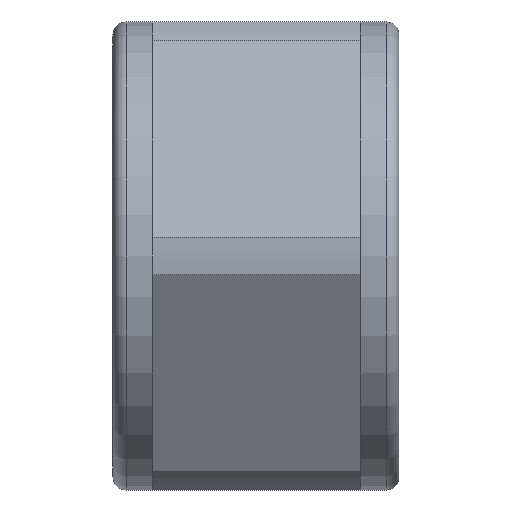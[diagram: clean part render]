
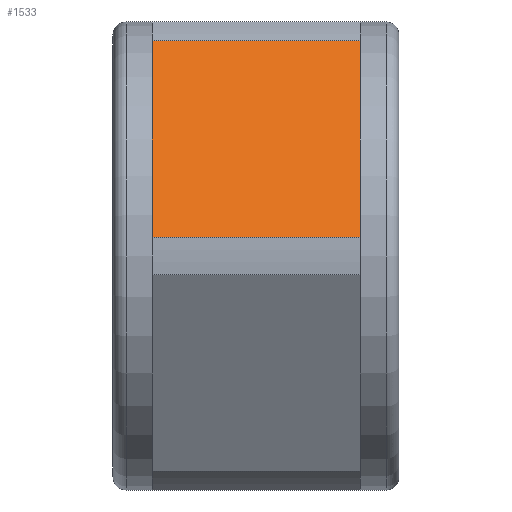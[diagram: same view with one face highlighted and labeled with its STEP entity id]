
A CAD part, front view. The second image highlights one B-rep face of the part: STEP entity #1533.
In plain terms, the highlighted planar face has unit normal (0, -0.866, 0.5).
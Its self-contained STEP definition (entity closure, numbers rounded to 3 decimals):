
#375 = VERTEX_POINT('',#376);
#376 = CARTESIAN_POINT('',(-4.,-7.794,4.5));
#391 = PLANE('',#392);
#392 = AXIS2_PLACEMENT_3D('',#393,#394,#395);
#393 = CARTESIAN_POINT('',(-4.,0.,0.));
#394 = DIRECTION('',(1.,0.,0.));
#395 = DIRECTION('',(0.,1.,0.));
#420 = PLANE('',#421);
#421 = AXIS2_PLACEMENT_3D('',#422,#423,#424);
#422 = CARTESIAN_POINT('',(-4.,0.,0.));
#423 = DIRECTION('',(1.,0.,0.));
#424 = DIRECTION('',(0.,1.,0.));
#762 = EDGE_CURVE('',#375,#763,#765,.T.);
#763 = VERTEX_POINT('',#764);
#764 = CARTESIAN_POINT('',(-4.,-5.615,8.275));
#765 = SURFACE_CURVE('',#766,(#770,#777),.PCURVE_S1.);
#766 = LINE('',#767,#768);
#767 = CARTESIAN_POINT('',(-4.,-10.392,0.));
#768 = VECTOR('',#769,1.);
#769 = DIRECTION('',(0.,0.5,0.866));
#770 = PCURVE('',#420,#771);
#771 = DEFINITIONAL_REPRESENTATION('',(#772),#776);
#772 = LINE('',#773,#774);
#773 = CARTESIAN_POINT('',(-10.392,0.));
#774 = VECTOR('',#775,1.);
#775 = DIRECTION('',(0.5,0.866));
#776 = ( GEOMETRIC_REPRESENTATION_CONTEXT(2) 
PARAMETRIC_REPRESENTATION_CONTEXT() REPRESENTATION_CONTEXT('2D SPACE',''
  ) );
#777 = PCURVE('',#778,#783);
#778 = PLANE('',#779);
#779 = AXIS2_PLACEMENT_3D('',#780,#781,#782);
#780 = CARTESIAN_POINT('',(-4.,-10.392,0.));
#781 = DIRECTION('',(0.,-0.866,0.5));
#782 = DIRECTION('',(0.,0.5,0.866));
#783 = DEFINITIONAL_REPRESENTATION('',(#784),#788);
#784 = LINE('',#785,#786);
#785 = CARTESIAN_POINT('',(0.,0.));
#786 = VECTOR('',#787,1.);
#787 = DIRECTION('',(1.,0.));
#788 = ( GEOMETRIC_REPRESENTATION_CONTEXT(2) 
PARAMETRIC_REPRESENTATION_CONTEXT() REPRESENTATION_CONTEXT('2D SPACE',''
  ) );
#805 = CYLINDRICAL_SURFACE('',#806,10.);
#806 = AXIS2_PLACEMENT_3D('',#807,#808,#809);
#807 = CARTESIAN_POINT('',(-4.,0.,0.));
#808 = DIRECTION('',(1.,0.,0.));
#809 = DIRECTION('',(0.,1.,0.));
#902 = EDGE_CURVE('',#903,#375,#905,.T.);
#903 = VERTEX_POINT('',#904);
#904 = CARTESIAN_POINT('',(-4.,-9.974,0.725));
#905 = SURFACE_CURVE('',#906,(#910,#917),.PCURVE_S1.);
#906 = LINE('',#907,#908);
#907 = CARTESIAN_POINT('',(-4.,-10.392,0.));
#908 = VECTOR('',#909,1.);
#909 = DIRECTION('',(0.,0.5,0.866));
#910 = PCURVE('',#391,#911);
#911 = DEFINITIONAL_REPRESENTATION('',(#912),#916);
#912 = LINE('',#913,#914);
#913 = CARTESIAN_POINT('',(-10.392,0.));
#914 = VECTOR('',#915,1.);
#915 = DIRECTION('',(0.5,0.866));
#916 = ( GEOMETRIC_REPRESENTATION_CONTEXT(2) 
PARAMETRIC_REPRESENTATION_CONTEXT() REPRESENTATION_CONTEXT('2D SPACE',''
  ) );
#917 = PCURVE('',#778,#918);
#918 = DEFINITIONAL_REPRESENTATION('',(#919),#923);
#919 = LINE('',#920,#921);
#920 = CARTESIAN_POINT('',(0.,0.));
#921 = VECTOR('',#922,1.);
#922 = DIRECTION('',(1.,0.));
#923 = ( GEOMETRIC_REPRESENTATION_CONTEXT(2) 
PARAMETRIC_REPRESENTATION_CONTEXT() REPRESENTATION_CONTEXT('2D SPACE',''
  ) );
#969 = CYLINDRICAL_SURFACE('',#970,10.);
#970 = AXIS2_PLACEMENT_3D('',#971,#972,#973);
#971 = CARTESIAN_POINT('',(-4.,0.,0.));
#972 = DIRECTION('',(1.,0.,0.));
#973 = DIRECTION('',(0.,1.,0.));
#1452 = PLANE('',#1453);
#1453 = AXIS2_PLACEMENT_3D('',#1454,#1455,#1456);
#1454 = CARTESIAN_POINT('',(4.,0.,0.));
#1455 = DIRECTION('',(1.,0.,0.));
#1456 = DIRECTION('',(0.,1.,0.));
#1491 = EDGE_CURVE('',#763,#1492,#1494,.T.);
#1492 = VERTEX_POINT('',#1493);
#1493 = CARTESIAN_POINT('',(4.,-5.615,8.275));
#1494 = SURFACE_CURVE('',#1495,(#1499,#1505),.PCURVE_S1.);
#1495 = LINE('',#1496,#1497);
#1496 = CARTESIAN_POINT('',(-4.,-5.615,8.275));
#1497 = VECTOR('',#1498,1.);
#1498 = DIRECTION('',(1.,0.,0.));
#1499 = PCURVE('',#805,#1500);
#1500 = DEFINITIONAL_REPRESENTATION('',(#1501),#1504);
#1501 = B_SPLINE_CURVE_WITH_KNOTS('',1,(#1502,#1503),.UNSPECIFIED.,.F.,
  .F.,(2,2),(0.,8.),.PIECEWISE_BEZIER_KNOTS.);
#1502 = CARTESIAN_POINT('',(2.167,0.));
#1503 = CARTESIAN_POINT('',(2.167,8.));
#1504 = ( GEOMETRIC_REPRESENTATION_CONTEXT(2) 
PARAMETRIC_REPRESENTATION_CONTEXT() REPRESENTATION_CONTEXT('2D SPACE',''
  ) );
#1505 = PCURVE('',#778,#1506);
#1506 = DEFINITIONAL_REPRESENTATION('',(#1507),#1510);
#1507 = B_SPLINE_CURVE_WITH_KNOTS('',1,(#1508,#1509),.UNSPECIFIED.,.F.,
  .F.,(2,2),(0.,8.),.PIECEWISE_BEZIER_KNOTS.);
#1508 = CARTESIAN_POINT('',(9.555,0.));
#1509 = CARTESIAN_POINT('',(9.555,-8.));
#1510 = ( GEOMETRIC_REPRESENTATION_CONTEXT(2) 
PARAMETRIC_REPRESENTATION_CONTEXT() REPRESENTATION_CONTEXT('2D SPACE',''
  ) );
#1533 = ADVANCED_FACE('',(#1534),#778,.T.);
#1534 = FACE_BOUND('',#1535,.T.);
#1535 = EDGE_LOOP('',(#1536,#1537,#1558,#1585,#1605,#1606));
#1536 = ORIENTED_EDGE('',*,*,#902,.F.);
#1537 = ORIENTED_EDGE('',*,*,#1538,.T.);
#1538 = EDGE_CURVE('',#903,#1539,#1541,.T.);
#1539 = VERTEX_POINT('',#1540);
#1540 = CARTESIAN_POINT('',(4.,-9.974,0.725));
#1541 = SURFACE_CURVE('',#1542,(#1546,#1552),.PCURVE_S1.);
#1542 = LINE('',#1543,#1544);
#1543 = CARTESIAN_POINT('',(-4.,-9.974,0.725));
#1544 = VECTOR('',#1545,1.);
#1545 = DIRECTION('',(1.,0.,0.));
#1546 = PCURVE('',#778,#1547);
#1547 = DEFINITIONAL_REPRESENTATION('',(#1548),#1551);
#1548 = B_SPLINE_CURVE_WITH_KNOTS('',1,(#1549,#1550),.UNSPECIFIED.,.F.,
  .F.,(2,2),(0.,8.),.PIECEWISE_BEZIER_KNOTS.);
#1549 = CARTESIAN_POINT('',(0.837,0.));
#1550 = CARTESIAN_POINT('',(0.837,-8.));
#1551 = ( GEOMETRIC_REPRESENTATION_CONTEXT(2) 
PARAMETRIC_REPRESENTATION_CONTEXT() REPRESENTATION_CONTEXT('2D SPACE',''
  ) );
#1552 = PCURVE('',#969,#1553);
#1553 = DEFINITIONAL_REPRESENTATION('',(#1554),#1557);
#1554 = B_SPLINE_CURVE_WITH_KNOTS('',1,(#1555,#1556),.UNSPECIFIED.,.F.,
  .F.,(2,2),(0.,8.),.PIECEWISE_BEZIER_KNOTS.);
#1555 = CARTESIAN_POINT('',(3.069,0.));
#1556 = CARTESIAN_POINT('',(3.069,8.));
#1557 = ( GEOMETRIC_REPRESENTATION_CONTEXT(2) 
PARAMETRIC_REPRESENTATION_CONTEXT() REPRESENTATION_CONTEXT('2D SPACE',''
  ) );
#1558 = ORIENTED_EDGE('',*,*,#1559,.T.);
#1559 = EDGE_CURVE('',#1539,#1560,#1562,.T.);
#1560 = VERTEX_POINT('',#1561);
#1561 = CARTESIAN_POINT('',(4.,-7.794,4.5));
#1562 = SURFACE_CURVE('',#1563,(#1567,#1573),.PCURVE_S1.);
#1563 = LINE('',#1564,#1565);
#1564 = CARTESIAN_POINT('',(4.,-9.093,2.25));
#1565 = VECTOR('',#1566,1.);
#1566 = DIRECTION('',(0.,0.5,0.866));
#1567 = PCURVE('',#778,#1568);
#1568 = DEFINITIONAL_REPRESENTATION('',(#1569),#1572);
#1569 = B_SPLINE_CURVE_WITH_KNOTS('',1,(#1570,#1571),.UNSPECIFIED.,.F.,
  .F.,(2,2),(-3.637,8.833),.PIECEWISE_BEZIER_KNOTS.);
#1570 = CARTESIAN_POINT('',(-1.039,-8.));
#1571 = CARTESIAN_POINT('',(11.432,-8.));
#1572 = ( GEOMETRIC_REPRESENTATION_CONTEXT(2) 
PARAMETRIC_REPRESENTATION_CONTEXT() REPRESENTATION_CONTEXT('2D SPACE',''
  ) );
#1573 = PCURVE('',#1574,#1579);
#1574 = PLANE('',#1575);
#1575 = AXIS2_PLACEMENT_3D('',#1576,#1577,#1578);
#1576 = CARTESIAN_POINT('',(4.,0.,0.));
#1577 = DIRECTION('',(1.,0.,0.));
#1578 = DIRECTION('',(0.,1.,0.));
#1579 = DEFINITIONAL_REPRESENTATION('',(#1580),#1584);
#1580 = LINE('',#1581,#1582);
#1581 = CARTESIAN_POINT('',(-9.093,2.25));
#1582 = VECTOR('',#1583,1.);
#1583 = DIRECTION('',(0.5,0.866));
#1584 = ( GEOMETRIC_REPRESENTATION_CONTEXT(2) 
PARAMETRIC_REPRESENTATION_CONTEXT() REPRESENTATION_CONTEXT('2D SPACE',''
  ) );
#1585 = ORIENTED_EDGE('',*,*,#1586,.T.);
#1586 = EDGE_CURVE('',#1560,#1492,#1587,.T.);
#1587 = SURFACE_CURVE('',#1588,(#1592,#1598),.PCURVE_S1.);
#1588 = LINE('',#1589,#1590);
#1589 = CARTESIAN_POINT('',(4.,-9.093,2.25));
#1590 = VECTOR('',#1591,1.);
#1591 = DIRECTION('',(0.,0.5,0.866));
#1592 = PCURVE('',#778,#1593);
#1593 = DEFINITIONAL_REPRESENTATION('',(#1594),#1597);
#1594 = B_SPLINE_CURVE_WITH_KNOTS('',1,(#1595,#1596),.UNSPECIFIED.,.F.,
  .F.,(2,2),(-3.637,8.833),.PIECEWISE_BEZIER_KNOTS.);
#1595 = CARTESIAN_POINT('',(-1.039,-8.));
#1596 = CARTESIAN_POINT('',(11.432,-8.));
#1597 = ( GEOMETRIC_REPRESENTATION_CONTEXT(2) 
PARAMETRIC_REPRESENTATION_CONTEXT() REPRESENTATION_CONTEXT('2D SPACE',''
  ) );
#1598 = PCURVE('',#1452,#1599);
#1599 = DEFINITIONAL_REPRESENTATION('',(#1600),#1604);
#1600 = LINE('',#1601,#1602);
#1601 = CARTESIAN_POINT('',(-9.093,2.25));
#1602 = VECTOR('',#1603,1.);
#1603 = DIRECTION('',(0.5,0.866));
#1604 = ( GEOMETRIC_REPRESENTATION_CONTEXT(2) 
PARAMETRIC_REPRESENTATION_CONTEXT() REPRESENTATION_CONTEXT('2D SPACE',''
  ) );
#1605 = ORIENTED_EDGE('',*,*,#1491,.F.);
#1606 = ORIENTED_EDGE('',*,*,#762,.F.);
